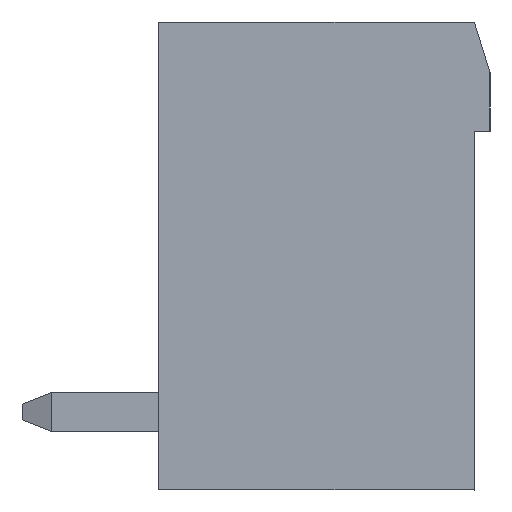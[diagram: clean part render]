
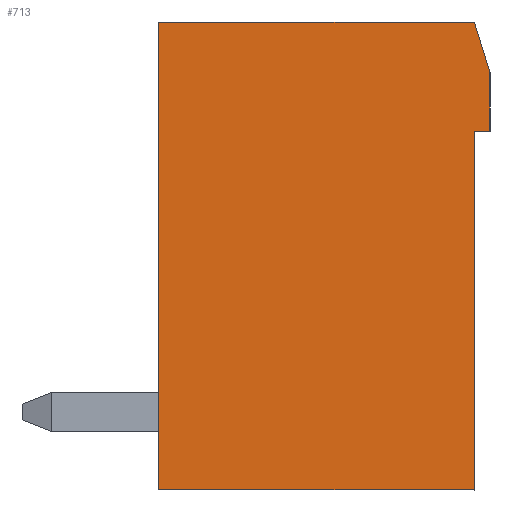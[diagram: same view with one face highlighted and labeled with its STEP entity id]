
A CAD part, left-side view. The second image highlights one B-rep face of the part: STEP entity #713.
In plain terms, the highlighted planar face has unit normal (-1, 0, 0).
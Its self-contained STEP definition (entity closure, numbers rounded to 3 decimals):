
#713 = ADVANCED_FACE( '', ( #1594 ), #1595, .T. );
#1594 = FACE_OUTER_BOUND( '', #2700, .T. );
#1595 = PLANE( '', #2701 );
#2700 = EDGE_LOOP( '', ( #4464, #4465, #4466, #4467, #4468, #4469, #4470 ) );
#2701 = AXIS2_PLACEMENT_3D( '', #4471, #4472, #4473 );
#4464 = ORIENTED_EDGE( '', *, *, #6811, .T. );
#4465 = ORIENTED_EDGE( '', *, *, #7356, .T. );
#4466 = ORIENTED_EDGE( '', *, *, #6996, .T. );
#4467 = ORIENTED_EDGE( '', *, *, #7357, .T. );
#4468 = ORIENTED_EDGE( '', *, *, #7358, .T. );
#4469 = ORIENTED_EDGE( '', *, *, #7102, .T. );
#4470 = ORIENTED_EDGE( '', *, *, #7298, .T. );
#4471 = CARTESIAN_POINT( '', ( -25.4, 0., 0. ) );
#4472 = DIRECTION( '', ( -1., 0., 0. ) );
#4473 = DIRECTION( '', ( 0., 0., 1. ) );
#6811 = EDGE_CURVE( '', #8147, #8151, #8153, .T. );
#6996 = EDGE_CURVE( '', #8489, #8490, #8491, .T. );
#7102 = EDGE_CURVE( '', #8674, #8675, #8676, .T. );
#7298 = EDGE_CURVE( '', #8675, #8147, #8990, .T. );
#7356 = EDGE_CURVE( '', #8151, #8489, #9078, .T. );
#7357 = EDGE_CURVE( '', #8490, #9079, #9080, .T. );
#7358 = EDGE_CURVE( '', #9079, #8674, #9081, .T. );
#8147 = VERTEX_POINT( '', #10119 );
#8151 = VERTEX_POINT( '', #10125 );
#8153 = LINE( '', #10128, #10129 );
#8489 = VERTEX_POINT( '', #10735 );
#8490 = VERTEX_POINT( '', #10736 );
#8491 = LINE( '', #10737, #10738 );
#8674 = VERTEX_POINT( '', #11065 );
#8675 = VERTEX_POINT( '', #11066 );
#8676 = LINE( '', #11067, #11068 );
#8990 = LINE( '', #11520, #11521 );
#9078 = LINE( '', #11649, #11650 );
#9079 = VERTEX_POINT( '', #11651 );
#9080 = LINE( '', #11652, #11653 );
#9081 = LINE( '', #11654, #11655 );
#10119 = CARTESIAN_POINT( '', ( -25.4, -4.45, 4.7 ) );
#10125 = CARTESIAN_POINT( '', ( -25.4, -4.05, 6. ) );
#10128 = CARTESIAN_POINT( '', ( -25.4, -4.45, 4.7 ) );
#10129 = VECTOR( '', #13095, 1000. );
#10735 = CARTESIAN_POINT( '', ( -25.4, 4.05, 6. ) );
#10736 = CARTESIAN_POINT( '', ( -25.4, 4.05, -6. ) );
#10737 = CARTESIAN_POINT( '', ( -25.4, 4.05, 6. ) );
#10738 = VECTOR( '', #13267, 1000. );
#11065 = CARTESIAN_POINT( '', ( -25.4, -4.05, 3.2 ) );
#11066 = CARTESIAN_POINT( '', ( -25.4, -4.45, 3.2 ) );
#11067 = CARTESIAN_POINT( '', ( -25.4, -4.05, 3.2 ) );
#11068 = VECTOR( '', #13367, 1000. );
#11520 = CARTESIAN_POINT( '', ( -25.4, -4.45, 3.2 ) );
#11521 = VECTOR( '', #13545, 1000. );
#11649 = CARTESIAN_POINT( '', ( -25.4, -4.05, 6. ) );
#11650 = VECTOR( '', #13604, 1000. );
#11651 = CARTESIAN_POINT( '', ( -25.4, -4.05, -6. ) );
#11652 = CARTESIAN_POINT( '', ( -25.4, 4.05, -6. ) );
#11653 = VECTOR( '', #13605, 1000. );
#11654 = CARTESIAN_POINT( '', ( -25.4, -4.05, -6. ) );
#11655 = VECTOR( '', #13606, 1000. );
#13095 = DIRECTION( '', ( 0., 0.294, 0.956 ) );
#13267 = DIRECTION( '', ( 0., 0., -1. ) );
#13367 = DIRECTION( '', ( 0., -1., 0. ) );
#13545 = DIRECTION( '', ( 0., 0., 1. ) );
#13604 = DIRECTION( '', ( 0., 1., 0. ) );
#13605 = DIRECTION( '', ( 0., -1., 0. ) );
#13606 = DIRECTION( '', ( 0., 0., 1. ) );
